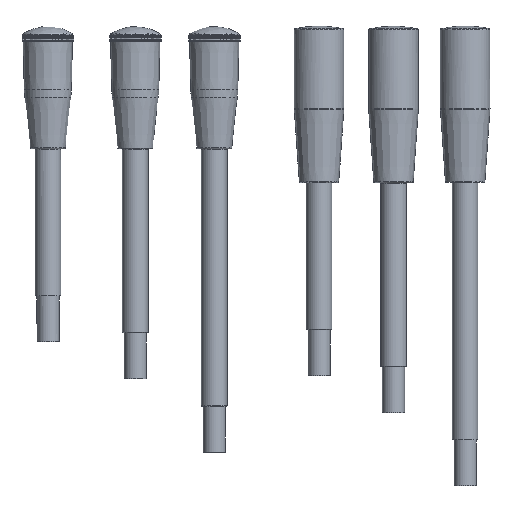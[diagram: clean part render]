
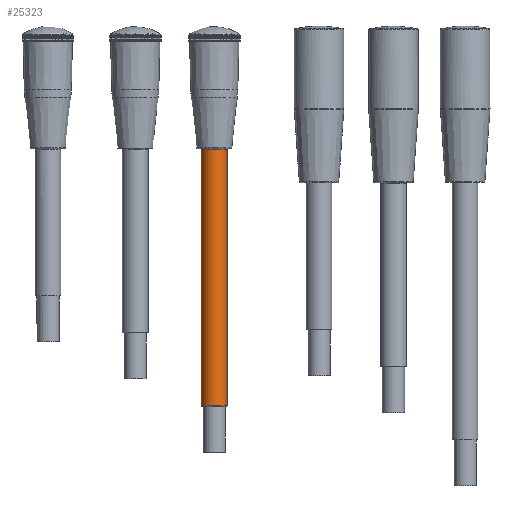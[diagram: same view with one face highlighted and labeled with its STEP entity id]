
A CAD part, front view. The second image highlights one B-rep face of the part: STEP entity #25323.
In plain terms, the highlighted cylindrical face has radius 6.97 mm (diameter 13.94 mm), a full revolution.
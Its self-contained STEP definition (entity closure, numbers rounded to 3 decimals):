
#248=FACE_BOUND('',#3559,.T.);
#2190=FACE_OUTER_BOUND('',#3558,.T.);
#3558=EDGE_LOOP('',(#23310));
#3559=EDGE_LOOP('',(#23311));
#4920=CIRCLE('',#27916,6.97);
#4922=CIRCLE('',#27919,6.97);
#12225=VERTEX_POINT('',#43223);
#12227=VERTEX_POINT('',#43228);
#15939=EDGE_CURVE('',#12225,#12225,#4920,.T.);
#15941=EDGE_CURVE('',#12227,#12227,#4922,.T.);
#23310=ORIENTED_EDGE('',*,*,#15941,.F.);
#23311=ORIENTED_EDGE('',*,*,#15939,.F.);
#24047=CYLINDRICAL_SURFACE('',#27918,6.97);
#25323=ADVANCED_FACE('',(#2190,#248),#24047,.T.);
#27916=AXIS2_PLACEMENT_3D('',#43224,#35488,#35489);
#27918=AXIS2_PLACEMENT_3D('',#43227,#35492,#35493);
#27919=AXIS2_PLACEMENT_3D('',#43229,#35494,#35495);
#35488=DIRECTION('center_axis',(1.,0.,0.));
#35489=DIRECTION('ref_axis',(0.,-1.,0.));
#35492=DIRECTION('center_axis',(1.,0.,0.));
#35493=DIRECTION('ref_axis',(0.,1.,0.));
#35494=DIRECTION('center_axis',(-1.,0.,0.));
#35495=DIRECTION('ref_axis',(0.,-1.,0.));
#43223=CARTESIAN_POINT('',(164.8,6.97,0.));
#43224=CARTESIAN_POINT('Origin',(164.8,0.,0.));
#43227=CARTESIAN_POINT('Origin',(95.,0.,0.));
#43228=CARTESIAN_POINT('',(25.2,6.97,0.));
#43229=CARTESIAN_POINT('Origin',(25.2,0.,0.));
